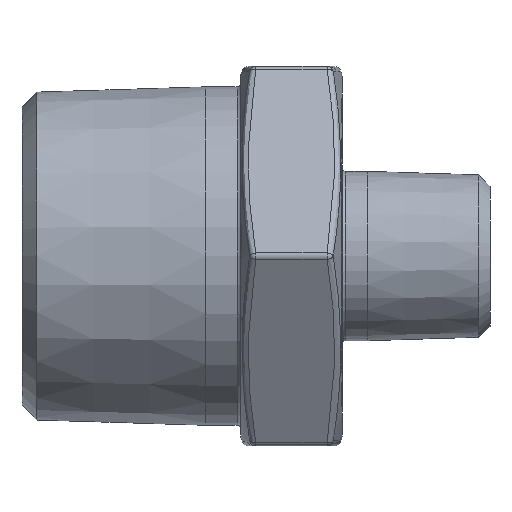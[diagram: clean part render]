
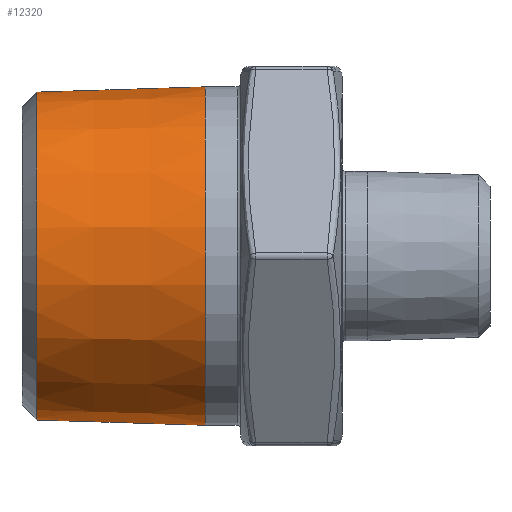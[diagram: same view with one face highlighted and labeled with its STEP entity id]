
A CAD part, front view. The second image highlights one B-rep face of the part: STEP entity #12320.
In plain terms, the highlighted conical face has half-angle 1.79 degrees and reference radius 13.22 mm.
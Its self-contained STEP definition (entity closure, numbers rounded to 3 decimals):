
#433 = ORIENTED_EDGE ( 'NONE', *, *, #11449, .T. ) ;
#1596 = CIRCLE ( 'NONE', #12690, 13.377 ) ;
#2756 = AXIS2_PLACEMENT_3D ( 'NONE', #13575, #5828, #7848 ) ;
#3744 = CARTESIAN_POINT ( 'NONE',  ( 1.161, 0., 12.96 ) ) ;
#3760 = EDGE_LOOP ( 'NONE', ( #6777 ) ) ;
#3810 = VERTEX_POINT ( 'NONE', #3744 ) ;
#3871 = VERTEX_POINT ( 'NONE', #12361 ) ;
#5656 = FACE_BOUND ( 'NONE', #13274, .T. ) ;
#5828 = DIRECTION ( 'NONE',  ( 1., 0., 0. ) ) ;
#5944 = DIRECTION ( 'NONE',  ( 1., 0., 0. ) ) ;
#6062 = CONICAL_SURFACE ( 'NONE', #9642, 13.22, 0.031 ) ;
#6368 = CIRCLE ( 'NONE', #2756, 12.96 ) ;
#6777 = ORIENTED_EDGE ( 'NONE', *, *, #11611, .T. ) ;
#6999 = DIRECTION ( 'NONE',  ( 0., 0., -1. ) ) ;
#7834 = CARTESIAN_POINT ( 'NONE',  ( 9.5, 0., 0. ) ) ;
#7848 = DIRECTION ( 'NONE',  ( 0., 0., 1. ) ) ;
#9642 = AXIS2_PLACEMENT_3D ( 'NONE', #7834, #5944, #6999 ) ;
#9940 = FACE_OUTER_BOUND ( 'NONE', #3760, .T. ) ;
#10830 = DIRECTION ( 'NONE',  ( -1., 0., 0. ) ) ;
#11449 = EDGE_CURVE ( 'NONE', #3810, #3810, #6368, .T. ) ;
#11611 = EDGE_CURVE ( 'NONE', #3871, #3871, #1596, .T. ) ;
#12320 = ADVANCED_FACE ( 'NONE', ( #5656, #9940 ), #6062, .T. ) ;
#12361 = CARTESIAN_POINT ( 'NONE',  ( 14.5, 0., 13.377 ) ) ;
#12690 = AXIS2_PLACEMENT_3D ( 'NONE', #13654, #10830, #12981 ) ;
#12981 = DIRECTION ( 'NONE',  ( 0., 0., 1. ) ) ;
#13274 = EDGE_LOOP ( 'NONE', ( #433 ) ) ;
#13575 = CARTESIAN_POINT ( 'NONE',  ( 1.161, 0., 0. ) ) ;
#13654 = CARTESIAN_POINT ( 'NONE',  ( 14.5, 0., 0. ) ) ;
